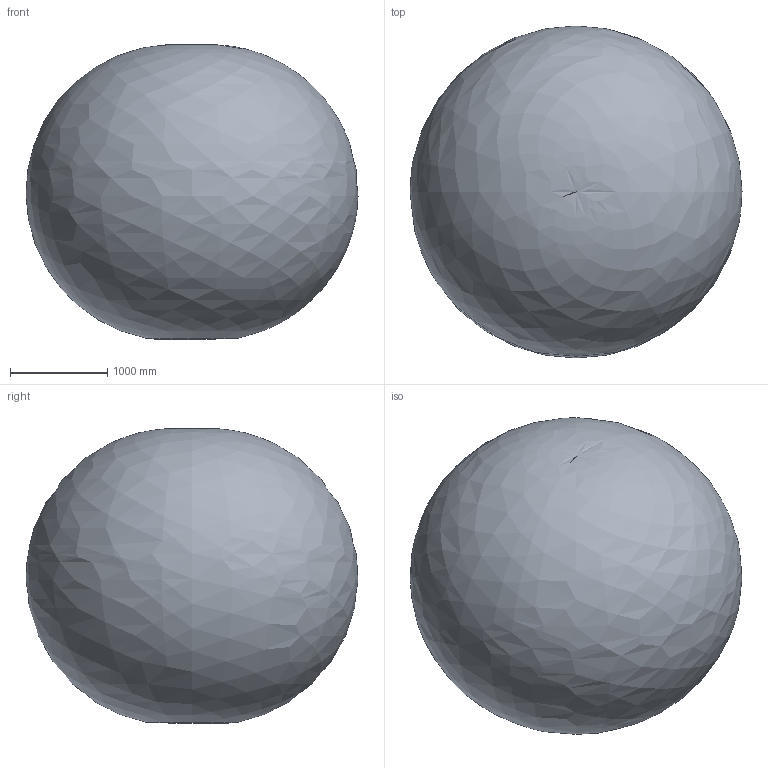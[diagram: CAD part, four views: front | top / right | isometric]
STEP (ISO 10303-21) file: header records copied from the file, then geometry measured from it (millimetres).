
FILE_DESCRIPTION(/* description */ ('Norm.iam Teamplte'),/* implementation_level */ '2;1');
FILE_NAME(/* name */ '3D-model_AT_00014.stp',/* time_stamp */ '2025-02-19T11:37:07+01:00',/* author */ ('guillaume.haas'),/* organization */ (''),/* preprocessor_version */ 'ST-DEVELOPER v19.2',/* originating_system */ 'Autodesk Inventor 2023',/* authorisation */ '');
FILE_SCHEMA (('AUTOMOTIVE_DESIGN { 1 0 10303 214 3 1 1 }'));
Products named in the file (9): AT_00014_DUMMY articc6-1742-20kg; MT_WST00108730 Dummy Grundgestell; MT_WST00109633 Dummy Grundgestell; MT_WST00108736 Dummy Schwinge; MT_WST00111827 Dummy Schulter; MT_WST00108738 Dummy Arm; MT_WST00108741 Dummy Hand; MT_WST00108742 ISO-Flansch; MT_WST00113281 Arbeitsbereich
Assembly tree (8 placements, depth 2):
  AT_00014_DUMMY articc6-1742-20kg
    MT_WST00108730 Dummy Grundgestell
    MT_WST00109633 Dummy Grundgestell
    MT_WST00108736 Dummy Schwinge
    MT_WST00111827 Dummy Schulter
    MT_WST00108738 Dummy Arm
    MT_WST00108741 Dummy Hand
    MT_WST00108742 ISO-Flansch
    MT_WST00113281 Arbeitsbereich
Bounding box: 3419.02 x 3418.77 x 3035.77 mm (x, y, z)
Volume: 19170738820.2 mm3; surface area: 40880342.2 mm2
Topology: 55 solids, 59 shells, 4634 faces, 11071 edges, 6601 vertices
Faces by surface type: bspline 1583, plane 1112, cylinder 965, torus 519, cone 400, sphere 55
Full cylindrical faces by diameter (mm): 3.242 x6, 3.8 x5, 4 x5, 4.134 x5, 4.917 x9, 5 x1, 5.8 x2, 6 x2, 6.647 x11, 6.8 x1, 7 x14, 7.53 x1, 7.6 x14, 8 x4, 8.5 x7, 8.8 x2, 9 x1, 9.9 x3, 10 x33, 10.106 x4, 11 x5, 11.6 x1, 12 x4, 13 x32, 13.5 x2, 14 x4, 15 x6, 16 x52, 20 x1, 22 x4
Entity records: 199362 total; most frequent: CARTESIAN_POINT 96427, ORIENTED_EDGE 21654, DIRECTION 18417, EDGE_CURVE 10827, AXIS2_PLACEMENT_3D 7829, VERTEX_POINT 6601, EDGE_LOOP 4967, FACE_OUTER_BOUND 4634
